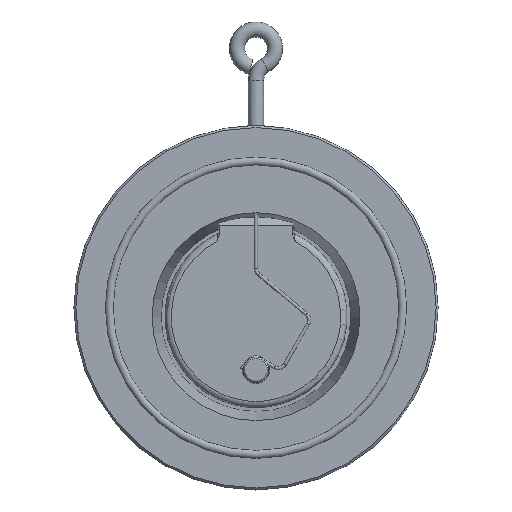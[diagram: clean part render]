
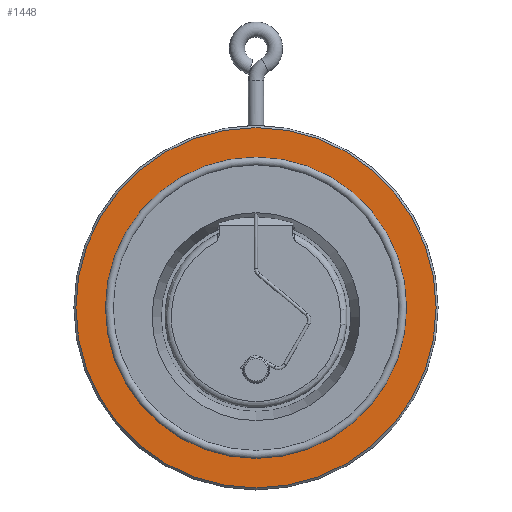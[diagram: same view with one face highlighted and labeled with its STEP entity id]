
A CAD part, top view. The second image highlights one B-rep face of the part: STEP entity #1448.
In plain terms, the highlighted planar face has unit normal (0, 0, 1).
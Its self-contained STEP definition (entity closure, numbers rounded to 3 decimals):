
#31 = CARTESIAN_POINT ( 'NONE',  ( 0., 0., 0. ) ) ;
#165 = DIRECTION ( 'NONE',  ( 0., 0., 1. ) ) ;
#174 = AXIS2_PLACEMENT_3D ( 'NONE', #651, #370, #1781 ) ;
#183 = EDGE_CURVE ( 'NONE', #485, #485, #1252, .T. ) ;
#229 = EDGE_CURVE ( 'NONE', #509, #509, #1761, .T. ) ;
#248 = AXIS2_PLACEMENT_3D ( 'NONE', #31, #165, #508 ) ;
#370 = DIRECTION ( 'NONE',  ( 0., 0., -1. ) ) ;
#485 = VERTEX_POINT ( 'NONE', #1541 ) ;
#508 = DIRECTION ( 'NONE',  ( 1., 0., 0. ) ) ;
#509 = VERTEX_POINT ( 'NONE', #1552 ) ;
#549 = DIRECTION ( 'NONE',  ( 0., 0., 1. ) ) ;
#651 = CARTESIAN_POINT ( 'NONE',  ( 0., 59.53, 0. ) ) ;
#792 = EDGE_LOOP ( 'NONE', ( #1728 ) ) ;
#1252 = CIRCLE ( 'NONE', #1803, 71.2 ) ;
#1279 = FACE_BOUND ( 'NONE', #792, .T. ) ;
#1364 = FACE_OUTER_BOUND ( 'NONE', #1725, .T. ) ;
#1404 = CARTESIAN_POINT ( 'NONE',  ( 0., 0., 0. ) ) ;
#1448 = ADVANCED_FACE ( 'NONE', ( #1279, #1364 ), #1634, .F. ) ;
#1540 = DIRECTION ( 'NONE',  ( 1., 0., 0. ) ) ;
#1541 = CARTESIAN_POINT ( 'NONE',  ( 71.2, 0., 0. ) ) ;
#1552 = CARTESIAN_POINT ( 'NONE',  ( 59.53, 0., 0. ) ) ;
#1634 = PLANE ( 'NONE',  #174 ) ;
#1725 = EDGE_LOOP ( 'NONE', ( #1730 ) ) ;
#1728 = ORIENTED_EDGE ( 'NONE', *, *, #229, .F. ) ;
#1730 = ORIENTED_EDGE ( 'NONE', *, *, #183, .T. ) ;
#1761 = CIRCLE ( 'NONE', #248, 59.53 ) ;
#1781 = DIRECTION ( 'NONE',  ( -1., 0., 0. ) ) ;
#1803 = AXIS2_PLACEMENT_3D ( 'NONE', #1404, #549, #1540 ) ;
